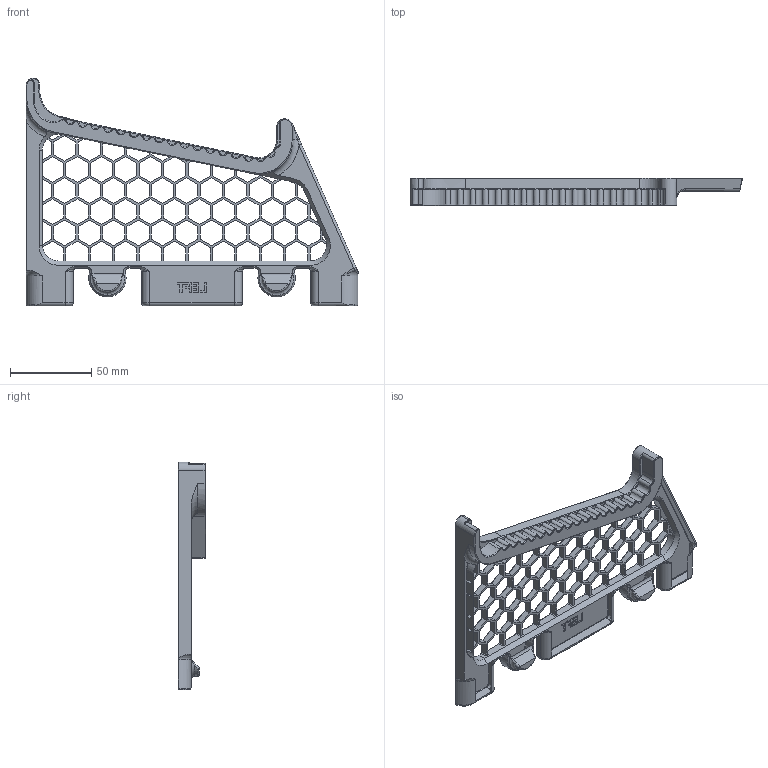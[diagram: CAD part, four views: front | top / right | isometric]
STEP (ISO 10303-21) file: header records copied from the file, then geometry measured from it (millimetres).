
FILE_DESCRIPTION( ( '' ), ' ' );
FILE_NAME( '5de4c187cbc37b1598198782.step', '2019-12-02T07:47:20', ( '' ), ( '' ), ' ', ' ', ' ' );
FILE_SCHEMA( ( 'AUTOMOTIVE_DESIGN { 1 0 10303 214 1 1 1 1 }' ) );
Length unit declared in the file: metre
Products named in the file (1): frame_left
Bounding box: 204 x 17 x 140 mm (x, y, z)
Volume: 86247.5 mm3; surface area: 42297.1 mm2
Topology: 1 solids, 1 shells, 1100 faces, 2856 edges, 1719 vertices
Faces by surface type: plane 875, cylinder 88, torus 65, cone 42, bspline 28, extrusion 1, sphere 1
Entity records: 44179 total; most frequent: CARTESIAN_POINT 8589, ORIENTED_EDGE 5692, DIRECTION 5270, EDGE_CURVE 2846, VECTOR 2330, LINE 2329, VERTEX_POINT 1719, AXIS2_PLACEMENT_3D 1470
